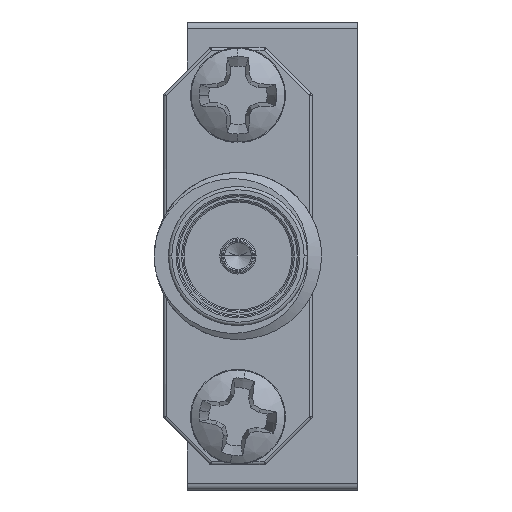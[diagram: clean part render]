
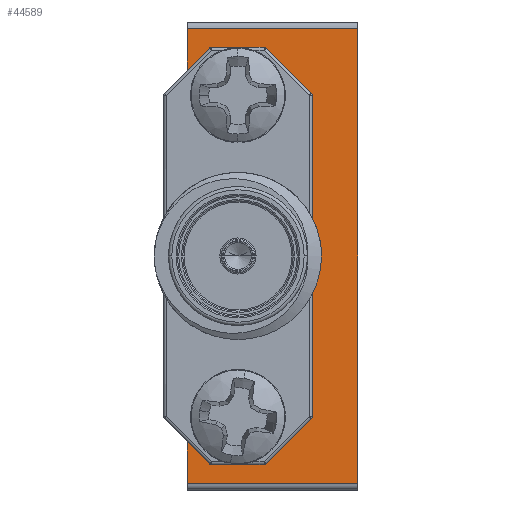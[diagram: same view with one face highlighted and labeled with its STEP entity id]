
A CAD part, left-side view. The second image highlights one B-rep face of the part: STEP entity #44589.
In plain terms, the highlighted planar face has unit normal (-1, 0, 0).
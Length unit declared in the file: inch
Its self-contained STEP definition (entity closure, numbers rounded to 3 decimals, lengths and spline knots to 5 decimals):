
#126 = CARTESIAN_POINT ( 'NONE',  ( 0., -0.03, 0.16 ) ) ;
#625 = CARTESIAN_POINT ( 'NONE',  ( 0., -0.178, 0.012 ) ) ;
#2197 = VECTOR ( 'NONE', #14178, 39.37008 ) ;
#2551 = FACE_BOUND ( 'NONE', #17754, .T. ) ;
#2801 = CARTESIAN_POINT ( 'NONE',  ( 0., -0.285, -0.53 ) ) ;
#3421 = CIRCLE ( 'NONE', #41375, 0.043 ) ;
#3680 = CIRCLE ( 'NONE', #17904, 0.043 ) ;
#3708 = EDGE_CURVE ( 'NONE', #16581, #8780, #3421, .T. ) ;
#4185 = CARTESIAN_POINT ( 'NONE',  ( 0., -0.106, 0.0175 ) ) ;
#4221 = CARTESIAN_POINT ( 'NONE',  ( 0., -0.03, -0.362 ) ) ;
#4470 = LINE ( 'NONE', #35199, #44079 ) ;
#4499 = EDGE_CURVE ( 'NONE', #28887, #19331, #6319, .T. ) ;
#4548 = CARTESIAN_POINT ( 'NONE',  ( 0., -0.285, -0.52 ) ) ;
#5964 = VECTOR ( 'NONE', #37338, 39.37008 ) ;
#6319 = LINE ( 'NONE', #37050, #13628 ) ;
#6478 = FACE_BOUND ( 'NONE', #48906, .T. ) ;
#7711 = DIRECTION ( 'NONE',  ( -1., 0., 0. ) ) ;
#8376 = ORIENTED_EDGE ( 'NONE', *, *, #23180, .F. ) ;
#8780 = VERTEX_POINT ( 'NONE', #46883 ) ;
#9323 = EDGE_CURVE ( 'NONE', #8780, #16581, #44523, .T. ) ;
#9371 = ORIENTED_EDGE ( 'NONE', *, *, #28824, .F. ) ;
#10470 = DIRECTION ( 'NONE',  ( 0., -1., 0. ) ) ;
#12852 = VERTEX_POINT ( 'NONE', #13071 ) ;
#13071 = CARTESIAN_POINT ( 'NONE',  ( 0., -0.178, -0.372 ) ) ;
#13628 = VECTOR ( 'NONE', #21480, 39.37008 ) ;
#13711 = DIRECTION ( 'NONE',  ( 0., 0., 1. ) ) ;
#14178 = DIRECTION ( 'NONE',  ( 0., 0., -1. ) ) ;
#15722 = LINE ( 'NONE', #38699, #39793 ) ;
#16581 = VERTEX_POINT ( 'NONE', #34487 ) ;
#17754 = EDGE_LOOP ( 'NONE', ( #48752, #39883 ) ) ;
#17904 = AXIS2_PLACEMENT_3D ( 'NONE', #48747, #18738, #33826 ) ;
#17919 = LINE ( 'NONE', #48171, #2197 ) ;
#18738 = DIRECTION ( 'NONE',  ( -1., 0., 0. ) ) ;
#18865 = DIRECTION ( 'NONE',  ( 0., 0., -1. ) ) ;
#19232 = CARTESIAN_POINT ( 'NONE',  ( 0., -0.03, -0.372 ) ) ;
#19331 = VERTEX_POINT ( 'NONE', #38748 ) ;
#19828 = CIRCLE ( 'NONE', #47524, 0.043 ) ;
#19831 = LINE ( 'NONE', #4221, #35311 ) ;
#21123 = ORIENTED_EDGE ( 'NONE', *, *, #31563, .T. ) ;
#21480 = DIRECTION ( 'NONE',  ( 0., 0., 1. ) ) ;
#23180 = EDGE_CURVE ( 'NONE', #45280, #40019, #19828, .T. ) ;
#25363 = AXIS2_PLACEMENT_3D ( 'NONE', #2801, #36933, #47930 ) ;
#26109 = EDGE_LOOP ( 'NONE', ( #47267, #26454, #21123, #28149, #42500, #35931, #45484, #39292 ) ) ;
#26261 = CARTESIAN_POINT ( 'NONE',  ( 0., -0.03, -0.52 ) ) ;
#26454 = ORIENTED_EDGE ( 'NONE', *, *, #42677, .T. ) ;
#27238 = CARTESIAN_POINT ( 'NONE',  ( 0., -0.03, 0.012 ) ) ;
#27642 = EDGE_CURVE ( 'NONE', #44348, #12852, #17919, .T. ) ;
#28149 = ORIENTED_EDGE ( 'NONE', *, *, #28489, .T. ) ;
#28489 = EDGE_CURVE ( 'NONE', #41991, #28887, #34125, .T. ) ;
#28534 = PLANE ( 'NONE',  #25363 ) ;
#28801 = FACE_OUTER_BOUND ( 'NONE', #26109, .T. ) ;
#28824 = EDGE_CURVE ( 'NONE', #40019, #45280, #3680, .T. ) ;
#28887 = VERTEX_POINT ( 'NONE', #4548 ) ;
#28913 = VERTEX_POINT ( 'NONE', #19232 ) ;
#29491 = AXIS2_PLACEMENT_3D ( 'NONE', #32511, #43951, #13711 ) ;
#30037 = LINE ( 'NONE', #36957, #43340 ) ;
#31563 = EDGE_CURVE ( 'NONE', #28913, #41991, #19831, .T. ) ;
#31642 = VERTEX_POINT ( 'NONE', #27238 ) ;
#32172 = VECTOR ( 'NONE', #10470, 39.37008 ) ;
#32511 = CARTESIAN_POINT ( 'NONE',  ( 0., -0.106, -0.4205 ) ) ;
#33190 = CARTESIAN_POINT ( 'NONE',  ( 0., -0.106, -0.4205 ) ) ;
#33267 = LINE ( 'NONE', #44943, #32172 ) ;
#33826 = DIRECTION ( 'NONE',  ( 0., 0., 1. ) ) ;
#33907 = EDGE_CURVE ( 'NONE', #31642, #44348, #33267, .T. ) ;
#34125 = LINE ( 'NONE', #37079, #5964 ) ;
#34487 = CARTESIAN_POINT ( 'NONE',  ( 0., -0.106, -0.4635 ) ) ;
#35183 = VERTEX_POINT ( 'NONE', #126 ) ;
#35199 = CARTESIAN_POINT ( 'NONE',  ( 0., -0.03, 0.16 ) ) ;
#35311 = VECTOR ( 'NONE', #18865, 39.37008 ) ;
#35677 = EDGE_CURVE ( 'NONE', #19331, #35183, #4470, .T. ) ;
#35931 = ORIENTED_EDGE ( 'NONE', *, *, #35677, .T. ) ;
#36933 = DIRECTION ( 'NONE',  ( -1., 0., 0. ) ) ;
#36957 = CARTESIAN_POINT ( 'NONE',  ( 0., -0.03, 0.17 ) ) ;
#37050 = CARTESIAN_POINT ( 'NONE',  ( 0., -0.285, -0.53 ) ) ;
#37079 = CARTESIAN_POINT ( 'NONE',  ( 0., -0.285, -0.52 ) ) ;
#37262 = EDGE_CURVE ( 'NONE', #35183, #31642, #30037, .T. ) ;
#37338 = DIRECTION ( 'NONE',  ( 0., -1., 0. ) ) ;
#38119 = DIRECTION ( 'NONE',  ( 0., 0., 1. ) ) ;
#38699 = CARTESIAN_POINT ( 'NONE',  ( 0., -0.03, -0.372 ) ) ;
#38748 = CARTESIAN_POINT ( 'NONE',  ( 0., -0.285, 0.16 ) ) ;
#38913 = DIRECTION ( 'NONE',  ( 0., 0., 1. ) ) ;
#39292 = ORIENTED_EDGE ( 'NONE', *, *, #33907, .T. ) ;
#39793 = VECTOR ( 'NONE', #41951, 39.37008 ) ;
#39883 = ORIENTED_EDGE ( 'NONE', *, *, #3708, .F. ) ;
#40019 = VERTEX_POINT ( 'NONE', #44401 ) ;
#41111 = DIRECTION ( 'NONE',  ( -1., 0., 0. ) ) ;
#41375 = AXIS2_PLACEMENT_3D ( 'NONE', #33190, #41111, #38119 ) ;
#41951 = DIRECTION ( 'NONE',  ( 0., 1., 0. ) ) ;
#41991 = VERTEX_POINT ( 'NONE', #26261 ) ;
#42500 = ORIENTED_EDGE ( 'NONE', *, *, #4499, .T. ) ;
#42677 = EDGE_CURVE ( 'NONE', #12852, #28913, #15722, .T. ) ;
#42898 = DIRECTION ( 'NONE',  ( 0., 1., 0. ) ) ;
#43340 = VECTOR ( 'NONE', #44196, 39.37008 ) ;
#43951 = DIRECTION ( 'NONE',  ( -1., 0., 0. ) ) ;
#44079 = VECTOR ( 'NONE', #42898, 39.37008 ) ;
#44196 = DIRECTION ( 'NONE',  ( 0., 0., -1. ) ) ;
#44348 = VERTEX_POINT ( 'NONE', #625 ) ;
#44401 = CARTESIAN_POINT ( 'NONE',  ( 0., -0.106, 0.1035 ) ) ;
#44523 = CIRCLE ( 'NONE', #29491, 0.043 ) ;
#44589 = ADVANCED_FACE ( 'NONE', ( #28801, #6478, #2551 ), #28534, .T. ) ;
#44943 = CARTESIAN_POINT ( 'NONE',  ( 0., -0.178, 0.012 ) ) ;
#45280 = VERTEX_POINT ( 'NONE', #4185 ) ;
#45484 = ORIENTED_EDGE ( 'NONE', *, *, #37262, .T. ) ;
#46633 = CARTESIAN_POINT ( 'NONE',  ( 0., -0.106, 0.0605 ) ) ;
#46883 = CARTESIAN_POINT ( 'NONE',  ( 0., -0.106, -0.3775 ) ) ;
#47267 = ORIENTED_EDGE ( 'NONE', *, *, #27642, .T. ) ;
#47524 = AXIS2_PLACEMENT_3D ( 'NONE', #46633, #7711, #38913 ) ;
#47930 = DIRECTION ( 'NONE',  ( 0., 0., 1. ) ) ;
#48171 = CARTESIAN_POINT ( 'NONE',  ( 0., -0.178, 0.002 ) ) ;
#48747 = CARTESIAN_POINT ( 'NONE',  ( 0., -0.106, 0.0605 ) ) ;
#48752 = ORIENTED_EDGE ( 'NONE', *, *, #9323, .F. ) ;
#48906 = EDGE_LOOP ( 'NONE', ( #9371, #8376 ) ) ;
